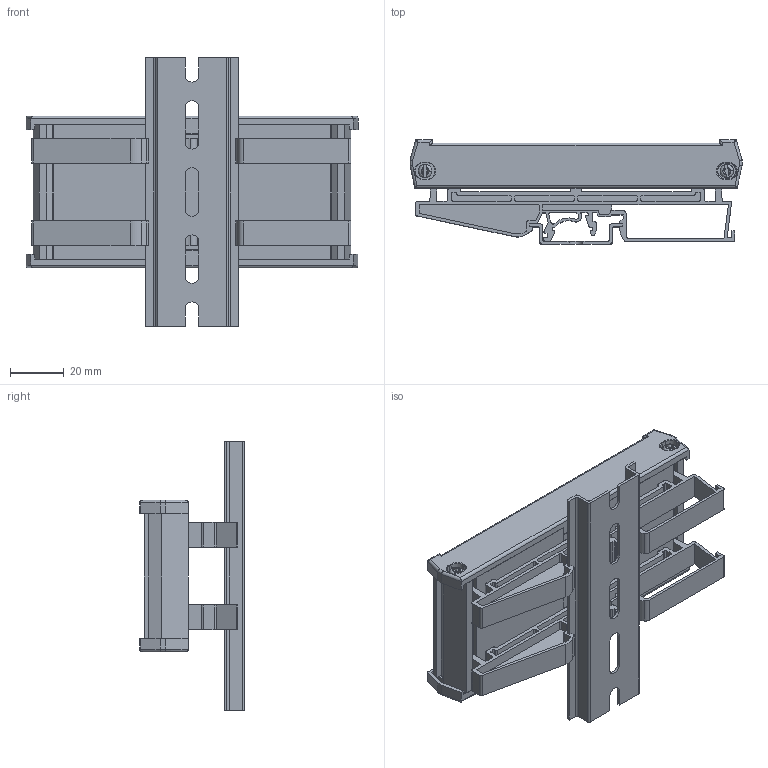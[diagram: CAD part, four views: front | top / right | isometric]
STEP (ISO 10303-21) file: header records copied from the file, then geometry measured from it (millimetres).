
FILE_DESCRIPTION (( 'STEP AP214' ), '1' );
FILE_NAME ('PHCR-50.STEP', '2022-01-24T11:19:55', ( '' ), ( '' ), 'SwSTEP 2.0', 'SolidWorks 2017', '' );
FILE_SCHEMA (( 'AUTOMOTIVE_DESIGN' ));
Length unit declared in the file: millimetre
Products named in the file (18): Profile - 108; PCB-108_PCB-50; End Piece_Big; Rail-150; Profile - 108_Profile-50; Mounting Foot_Big; Rail-150_Rail Length - 50; PCB-108; Side Screw; PHCR-50
Assembly tree (11 placements, depth 2):
  Profile - 108
  End Piece_Big
  Rail-150
  PCB-108
  Side Screw
Bounding box: 123.8 x 39 x 100 mm (x, y, z)
Volume: 49696.2 mm3; surface area: 76632.9 mm2
Topology: 15 solids, 15 shells, 1212 faces, 3360 edges, 2180 vertices
Faces by surface type: plane 746, cylinder 374, torus 42, bspline 20, cone 20, sphere 10
Entity records: 25749 total; most frequent: CARTESIAN_POINT 3965, ORIENTED_EDGE 3618, DIRECTION 3483, EDGE_CURVE 1809, VECTOR 1361, LINE 1361, VERTEX_POINT 1183, AXIS2_PLACEMENT_3D 1061
